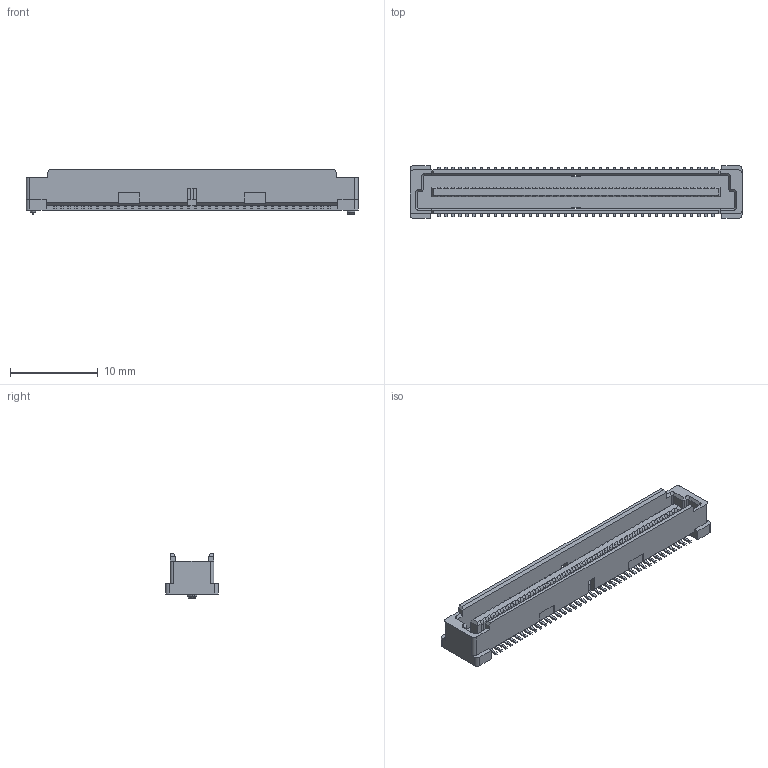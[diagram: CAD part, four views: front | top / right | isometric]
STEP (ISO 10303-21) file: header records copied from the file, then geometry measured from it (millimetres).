
FILE_DESCRIPTION((''),'2;1');
FILE_NAME('C-5177984-3','2015-08-13T',('workeradm'),('Tyco Electronics Ltd.'),'PRO/ENGINEER BY PARAMETRIC TECHNOLOGY CORPORATION, 2014090','PRO/ENGINEER BY PARAMETRIC TECHNOLOGY CORPORATION, 2014090','');
FILE_SCHEMA(('AUTOMOTIVE_DESIGN { 1 0 10303 214 1 1 1 1 }'));
Length unit declared in the file: millimetre
Products named in the file (1): C-5177984-3
Bounding box: 37.8 x 6 x 5.1 mm (x, y, z)
Volume: 452.2 mm3; surface area: 1387.5 mm2
Topology: 1 solids, 1 shells, 1565 faces, 4270 edges, 2786 vertices
Faces by surface type: plane 1375, cylinder 178, cone 12
Entity records: 48740 total; most frequent: CARTESIAN_POINT 8679, ORIENTED_EDGE 8540, DIRECTION 7760, EDGE_CURVE 4270, VECTOR 3894, LINE 3894, VERTEX_POINT 2786, AXIS2_PLACEMENT_3D 1933
